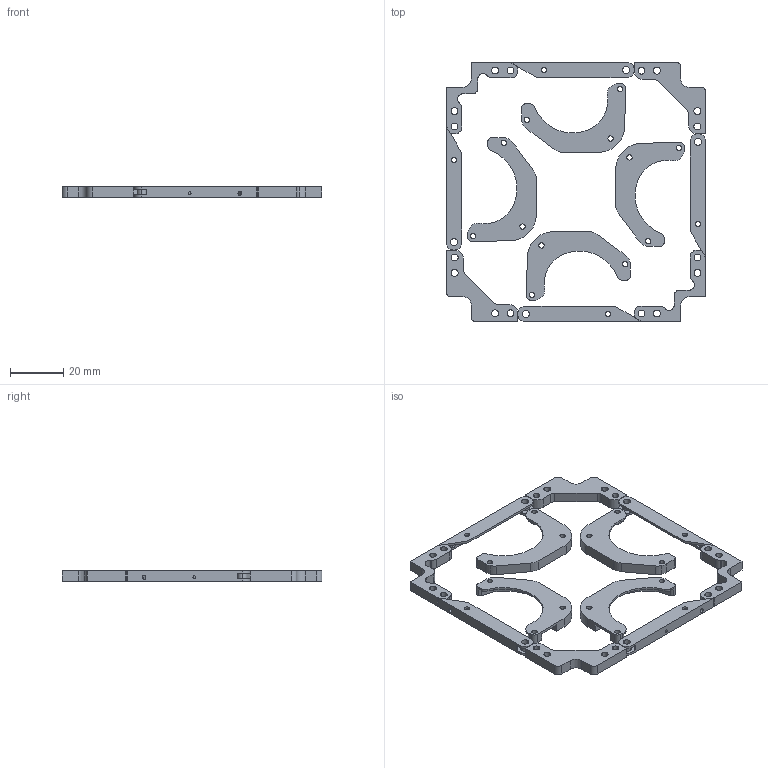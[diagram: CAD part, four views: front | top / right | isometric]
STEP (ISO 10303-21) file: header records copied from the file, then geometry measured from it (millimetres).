
FILE_DESCRIPTION(('STEP AP214'),'1');
FILE_NAME('board_parts.stp','2023-06-19T23:16:00',(' '),(' '),'Spatial InterOp 3D',' ',' ');
FILE_SCHEMA(('AUTOMOTIVE_DESIGN { 1 0 10303 214 1 1 1 1 }'));
Length unit declared in the file: metre
Products named in the file (1): solid 2
Bounding box: 98 x 98 x 4 mm (x, y, z)
Volume: 9809.3 mm3; surface area: 13515.8 mm2
Topology: 12 solids, 12 shells, 402 faces, 1150 edges, 768 vertices
Faces by surface type: cylinder 220, plane 178, bspline 4
Entity records: 13732 total; most frequent: CARTESIAN_POINT 2436, DIRECTION 2426, ORIENTED_EDGE 2300, EDGE_CURVE 1150, AXIS2_PLACEMENT_3D 878, VERTEX_POINT 768, LINE 670, VECTOR 670
